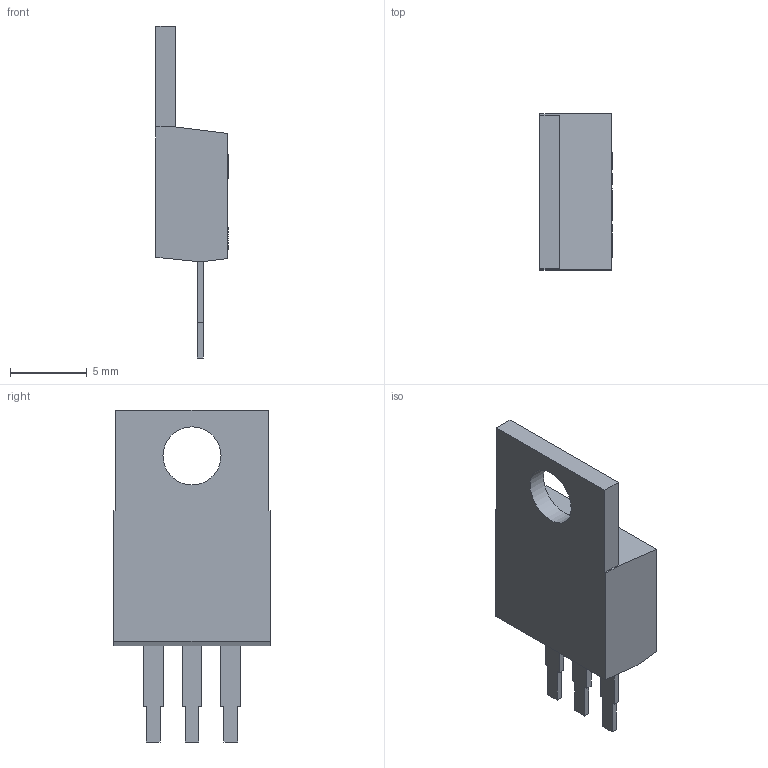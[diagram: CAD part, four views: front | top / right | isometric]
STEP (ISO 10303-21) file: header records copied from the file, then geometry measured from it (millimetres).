
FILE_DESCRIPTION(/* description */ ('SCHOTTSKY BARRIER RECTIFIERS'),/* implementation_level */ '2;1');
FILE_NAME(/* name */ 'TRA-TIP41C.stp',/* time_stamp */ '2021-02-12T14:19:50-03:00',/* author */ ('laguerre'),/* organization */ (''),/* preprocessor_version */ 'ST-DEVELOPER v17',/* originating_system */ 'Autodesk Inventor 2018',/* authorisation */ '');
FILE_SCHEMA (('AUTOMOTIVE_DESIGN { 1 0 10303 214 3 1 1 }'));
Length unit declared in the file: millimetre
Products named in the file (1): TRA-TIP41C
Bounding box: 4.71 x 10.2 x 21.7 mm (x, y, z)
Volume: 486 mm3; surface area: 546.8 mm2
Topology: 1 solids, 1 shells, 136 faces, 361 edges, 236 vertices
Faces by surface type: plane 109, bspline 25, cylinder 2
Full cylindrical faces by diameter (mm): 1.443 x1, 3.8 x1
Entity records: 4433 total; most frequent: CARTESIAN_POINT 1134, ORIENTED_EDGE 722, DIRECTION 539, EDGE_CURVE 361, LINE 307, VECTOR 307, VERTEX_POINT 236, EDGE_LOOP 147
